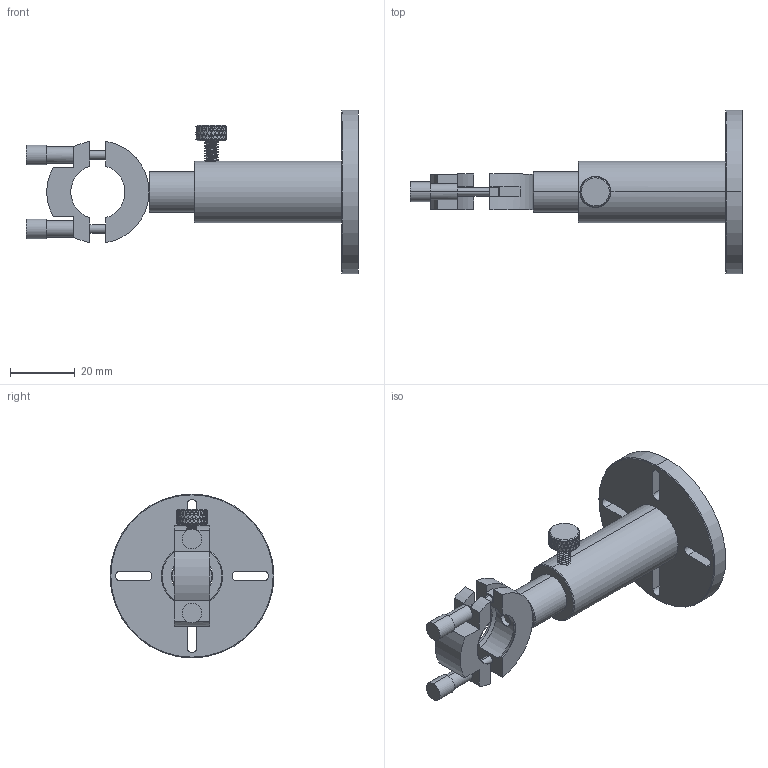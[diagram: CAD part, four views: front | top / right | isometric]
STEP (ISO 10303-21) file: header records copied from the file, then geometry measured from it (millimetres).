
FILE_DESCRIPTION (( 'STEP AP203' ), '1' );
FILE_NAME ('SWH-QC-0750C-RS-B Rev. 2.0.STEP', '2025-11-10T23:29:45', ( '' ), ( '' ), 'SwSTEP 2.0', 'SolidWorks 2021', '' );
FILE_SCHEMA (( 'CONFIG_CONTROL_DESIGN' ));
Length unit declared in the file: inch
Products named in the file (1): SWH-QC-0750C-RS-B Rev. 2.0
Bounding box: 102.93 x 50.8 x 50.8 mm (x, y, z)
Volume: 27570 mm3; surface area: 16777 mm2
Topology: 4 solids, 4 shells, 1208 faces, 2994 edges, 1828 vertices
Faces by surface type: plane 718, cylinder 331, bspline 135, cone 24
Entity records: 43473 total; most frequent: CARTESIAN_POINT 18344, ORIENTED_EDGE 5984, DIRECTION 4371, EDGE_CURVE 2992, VERTEX_POINT 1828, AXIS2_PLACEMENT_3D 1518, LINE 1335, VECTOR 1335
